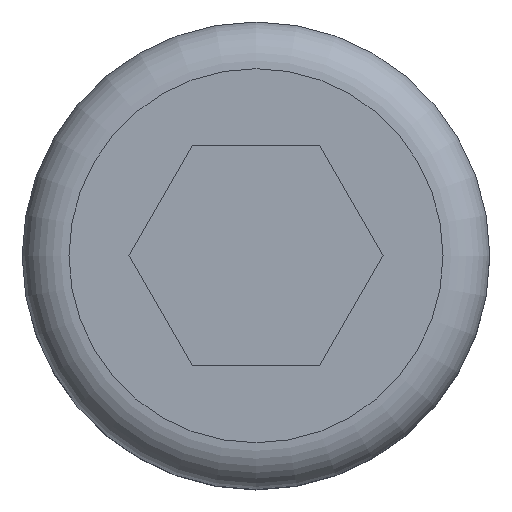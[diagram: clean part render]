
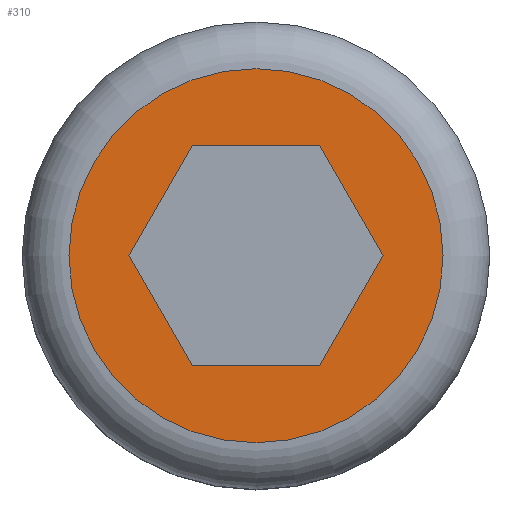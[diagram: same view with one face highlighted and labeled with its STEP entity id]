
A CAD part, top view. The second image highlights one B-rep face of the part: STEP entity #310.
In plain terms, the highlighted planar face has unit normal (0, 0, 1).
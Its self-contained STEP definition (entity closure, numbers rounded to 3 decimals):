
#242 = TOROIDAL_SURFACE('',#243,3.4,0.85);
#243 = AXIS2_PLACEMENT_3D('',#244,#245,#246);
#244 = CARTESIAN_POINT('',(0.,0.,4.15));
#245 = DIRECTION('',(0.,0.,1.));
#246 = DIRECTION('',(1.,0.,0.));
#260 = VERTEX_POINT('',#261);
#261 = CARTESIAN_POINT('',(3.4,0.,5.));
#283 = EDGE_CURVE('',#260,#260,#284,.T.);
#284 = SURFACE_CURVE('',#285,(#290,#297),.PCURVE_S1.);
#285 = CIRCLE('',#286,3.4);
#286 = AXIS2_PLACEMENT_3D('',#287,#288,#289);
#287 = CARTESIAN_POINT('',(0.,0.,5.));
#288 = DIRECTION('',(0.,-0.,1.));
#289 = DIRECTION('',(1.,0.,0.));
#290 = PCURVE('',#242,#291);
#291 = DEFINITIONAL_REPRESENTATION('',(#292),#296);
#292 = LINE('',#293,#294);
#293 = CARTESIAN_POINT('',(0.,1.571));
#294 = VECTOR('',#295,1.);
#295 = DIRECTION('',(1.,0.));
#296 = ( GEOMETRIC_REPRESENTATION_CONTEXT(2) 
PARAMETRIC_REPRESENTATION_CONTEXT() REPRESENTATION_CONTEXT('2D SPACE',''
  ) );
#297 = PCURVE('',#298,#303);
#298 = PLANE('',#299);
#299 = AXIS2_PLACEMENT_3D('',#300,#301,#302);
#300 = CARTESIAN_POINT('',(0.,0.,5.));
#301 = DIRECTION('',(0.,0.,1.));
#302 = DIRECTION('',(1.,0.,0.));
#303 = DEFINITIONAL_REPRESENTATION('',(#304),#308);
#304 = CIRCLE('',#305,3.4);
#305 = AXIS2_PLACEMENT_2D('',#306,#307);
#306 = CARTESIAN_POINT('',(0.,0.));
#307 = DIRECTION('',(1.,0.));
#308 = ( GEOMETRIC_REPRESENTATION_CONTEXT(2) 
PARAMETRIC_REPRESENTATION_CONTEXT() REPRESENTATION_CONTEXT('2D SPACE',''
  ) );
#310 = ADVANCED_FACE('',(#311,#314),#298,.T.);
#311 = FACE_BOUND('',#312,.F.);
#312 = EDGE_LOOP('',(#313));
#313 = ORIENTED_EDGE('',*,*,#283,.F.);
#314 = FACE_BOUND('',#315,.F.);
#315 = EDGE_LOOP('',(#316,#346,#374,#402,#430,#458));
#316 = ORIENTED_EDGE('',*,*,#317,.T.);
#317 = EDGE_CURVE('',#318,#320,#322,.T.);
#318 = VERTEX_POINT('',#319);
#319 = CARTESIAN_POINT('',(1.155,-2.001,5.));
#320 = VERTEX_POINT('',#321);
#321 = CARTESIAN_POINT('',(2.31,0.,5.));
#322 = SURFACE_CURVE('',#323,(#327,#334),.PCURVE_S1.);
#323 = LINE('',#324,#325);
#324 = CARTESIAN_POINT('',(1.155,-2.001,5.));
#325 = VECTOR('',#326,1.);
#326 = DIRECTION('',(0.5,0.866,0.));
#327 = PCURVE('',#298,#328);
#328 = DEFINITIONAL_REPRESENTATION('',(#329),#333);
#329 = LINE('',#330,#331);
#330 = CARTESIAN_POINT('',(1.155,-2.001));
#331 = VECTOR('',#332,1.);
#332 = DIRECTION('',(0.5,0.866));
#333 = ( GEOMETRIC_REPRESENTATION_CONTEXT(2) 
PARAMETRIC_REPRESENTATION_CONTEXT() REPRESENTATION_CONTEXT('2D SPACE',''
  ) );
#334 = PCURVE('',#335,#340);
#335 = PLANE('',#336);
#336 = AXIS2_PLACEMENT_3D('',#337,#338,#339);
#337 = CARTESIAN_POINT('',(1.155,-2.001,2.5));
#338 = DIRECTION('',(-0.866,0.5,0.));
#339 = DIRECTION('',(0.5,0.866,0.));
#340 = DEFINITIONAL_REPRESENTATION('',(#341),#345);
#341 = LINE('',#342,#343);
#342 = CARTESIAN_POINT('',(0.,-2.5));
#343 = VECTOR('',#344,1.);
#344 = DIRECTION('',(1.,0.));
#345 = ( GEOMETRIC_REPRESENTATION_CONTEXT(2) 
PARAMETRIC_REPRESENTATION_CONTEXT() REPRESENTATION_CONTEXT('2D SPACE',''
  ) );
#346 = ORIENTED_EDGE('',*,*,#347,.T.);
#347 = EDGE_CURVE('',#320,#348,#350,.T.);
#348 = VERTEX_POINT('',#349);
#349 = CARTESIAN_POINT('',(1.155,2.001,5.));
#350 = SURFACE_CURVE('',#351,(#355,#362),.PCURVE_S1.);
#351 = LINE('',#352,#353);
#352 = CARTESIAN_POINT('',(2.31,0.,5.));
#353 = VECTOR('',#354,1.);
#354 = DIRECTION('',(-0.5,0.866,0.));
#355 = PCURVE('',#298,#356);
#356 = DEFINITIONAL_REPRESENTATION('',(#357),#361);
#357 = LINE('',#358,#359);
#358 = CARTESIAN_POINT('',(2.31,0.));
#359 = VECTOR('',#360,1.);
#360 = DIRECTION('',(-0.5,0.866));
#361 = ( GEOMETRIC_REPRESENTATION_CONTEXT(2) 
PARAMETRIC_REPRESENTATION_CONTEXT() REPRESENTATION_CONTEXT('2D SPACE',''
  ) );
#362 = PCURVE('',#363,#368);
#363 = PLANE('',#364);
#364 = AXIS2_PLACEMENT_3D('',#365,#366,#367);
#365 = CARTESIAN_POINT('',(2.31,0.,2.5));
#366 = DIRECTION('',(-0.866,-0.5,0.));
#367 = DIRECTION('',(-0.5,0.866,0.));
#368 = DEFINITIONAL_REPRESENTATION('',(#369),#373);
#369 = LINE('',#370,#371);
#370 = CARTESIAN_POINT('',(0.,-2.5));
#371 = VECTOR('',#372,1.);
#372 = DIRECTION('',(1.,0.));
#373 = ( GEOMETRIC_REPRESENTATION_CONTEXT(2) 
PARAMETRIC_REPRESENTATION_CONTEXT() REPRESENTATION_CONTEXT('2D SPACE',''
  ) );
#374 = ORIENTED_EDGE('',*,*,#375,.T.);
#375 = EDGE_CURVE('',#348,#376,#378,.T.);
#376 = VERTEX_POINT('',#377);
#377 = CARTESIAN_POINT('',(-1.155,2.001,5.));
#378 = SURFACE_CURVE('',#379,(#383,#390),.PCURVE_S1.);
#379 = LINE('',#380,#381);
#380 = CARTESIAN_POINT('',(1.155,2.001,5.));
#381 = VECTOR('',#382,1.);
#382 = DIRECTION('',(-1.,0.,0.));
#383 = PCURVE('',#298,#384);
#384 = DEFINITIONAL_REPRESENTATION('',(#385),#389);
#385 = LINE('',#386,#387);
#386 = CARTESIAN_POINT('',(1.155,2.001));
#387 = VECTOR('',#388,1.);
#388 = DIRECTION('',(-1.,0.));
#389 = ( GEOMETRIC_REPRESENTATION_CONTEXT(2) 
PARAMETRIC_REPRESENTATION_CONTEXT() REPRESENTATION_CONTEXT('2D SPACE',''
  ) );
#390 = PCURVE('',#391,#396);
#391 = PLANE('',#392);
#392 = AXIS2_PLACEMENT_3D('',#393,#394,#395);
#393 = CARTESIAN_POINT('',(1.155,2.001,2.5));
#394 = DIRECTION('',(0.,-1.,0.));
#395 = DIRECTION('',(-1.,0.,0.));
#396 = DEFINITIONAL_REPRESENTATION('',(#397),#401);
#397 = LINE('',#398,#399);
#398 = CARTESIAN_POINT('',(0.,-2.5));
#399 = VECTOR('',#400,1.);
#400 = DIRECTION('',(1.,0.));
#401 = ( GEOMETRIC_REPRESENTATION_CONTEXT(2) 
PARAMETRIC_REPRESENTATION_CONTEXT() REPRESENTATION_CONTEXT('2D SPACE',''
  ) );
#402 = ORIENTED_EDGE('',*,*,#403,.T.);
#403 = EDGE_CURVE('',#376,#404,#406,.T.);
#404 = VERTEX_POINT('',#405);
#405 = CARTESIAN_POINT('',(-2.31,0.,5.));
#406 = SURFACE_CURVE('',#407,(#411,#418),.PCURVE_S1.);
#407 = LINE('',#408,#409);
#408 = CARTESIAN_POINT('',(-1.155,2.001,5.));
#409 = VECTOR('',#410,1.);
#410 = DIRECTION('',(-0.5,-0.866,0.));
#411 = PCURVE('',#298,#412);
#412 = DEFINITIONAL_REPRESENTATION('',(#413),#417);
#413 = LINE('',#414,#415);
#414 = CARTESIAN_POINT('',(-1.155,2.001));
#415 = VECTOR('',#416,1.);
#416 = DIRECTION('',(-0.5,-0.866));
#417 = ( GEOMETRIC_REPRESENTATION_CONTEXT(2) 
PARAMETRIC_REPRESENTATION_CONTEXT() REPRESENTATION_CONTEXT('2D SPACE',''
  ) );
#418 = PCURVE('',#419,#424);
#419 = PLANE('',#420);
#420 = AXIS2_PLACEMENT_3D('',#421,#422,#423);
#421 = CARTESIAN_POINT('',(-1.155,2.001,2.5));
#422 = DIRECTION('',(0.866,-0.5,0.));
#423 = DIRECTION('',(-0.5,-0.866,0.));
#424 = DEFINITIONAL_REPRESENTATION('',(#425),#429);
#425 = LINE('',#426,#427);
#426 = CARTESIAN_POINT('',(0.,-2.5));
#427 = VECTOR('',#428,1.);
#428 = DIRECTION('',(1.,0.));
#429 = ( GEOMETRIC_REPRESENTATION_CONTEXT(2) 
PARAMETRIC_REPRESENTATION_CONTEXT() REPRESENTATION_CONTEXT('2D SPACE',''
  ) );
#430 = ORIENTED_EDGE('',*,*,#431,.T.);
#431 = EDGE_CURVE('',#404,#432,#434,.T.);
#432 = VERTEX_POINT('',#433);
#433 = CARTESIAN_POINT('',(-1.155,-2.001,5.));
#434 = SURFACE_CURVE('',#435,(#439,#446),.PCURVE_S1.);
#435 = LINE('',#436,#437);
#436 = CARTESIAN_POINT('',(-2.31,0.,5.));
#437 = VECTOR('',#438,1.);
#438 = DIRECTION('',(0.5,-0.866,0.));
#439 = PCURVE('',#298,#440);
#440 = DEFINITIONAL_REPRESENTATION('',(#441),#445);
#441 = LINE('',#442,#443);
#442 = CARTESIAN_POINT('',(-2.31,0.));
#443 = VECTOR('',#444,1.);
#444 = DIRECTION('',(0.5,-0.866));
#445 = ( GEOMETRIC_REPRESENTATION_CONTEXT(2) 
PARAMETRIC_REPRESENTATION_CONTEXT() REPRESENTATION_CONTEXT('2D SPACE',''
  ) );
#446 = PCURVE('',#447,#452);
#447 = PLANE('',#448);
#448 = AXIS2_PLACEMENT_3D('',#449,#450,#451);
#449 = CARTESIAN_POINT('',(-2.31,0.,2.5));
#450 = DIRECTION('',(0.866,0.5,0.));
#451 = DIRECTION('',(0.5,-0.866,0.));
#452 = DEFINITIONAL_REPRESENTATION('',(#453),#457);
#453 = LINE('',#454,#455);
#454 = CARTESIAN_POINT('',(0.,-2.5));
#455 = VECTOR('',#456,1.);
#456 = DIRECTION('',(1.,0.));
#457 = ( GEOMETRIC_REPRESENTATION_CONTEXT(2) 
PARAMETRIC_REPRESENTATION_CONTEXT() REPRESENTATION_CONTEXT('2D SPACE',''
  ) );
#458 = ORIENTED_EDGE('',*,*,#459,.T.);
#459 = EDGE_CURVE('',#432,#318,#460,.T.);
#460 = SURFACE_CURVE('',#461,(#465,#472),.PCURVE_S1.);
#461 = LINE('',#462,#463);
#462 = CARTESIAN_POINT('',(-1.155,-2.001,5.));
#463 = VECTOR('',#464,1.);
#464 = DIRECTION('',(1.,0.,0.));
#465 = PCURVE('',#298,#466);
#466 = DEFINITIONAL_REPRESENTATION('',(#467),#471);
#467 = LINE('',#468,#469);
#468 = CARTESIAN_POINT('',(-1.155,-2.001));
#469 = VECTOR('',#470,1.);
#470 = DIRECTION('',(1.,0.));
#471 = ( GEOMETRIC_REPRESENTATION_CONTEXT(2) 
PARAMETRIC_REPRESENTATION_CONTEXT() REPRESENTATION_CONTEXT('2D SPACE',''
  ) );
#472 = PCURVE('',#473,#478);
#473 = PLANE('',#474);
#474 = AXIS2_PLACEMENT_3D('',#475,#476,#477);
#475 = CARTESIAN_POINT('',(-1.155,-2.001,2.5));
#476 = DIRECTION('',(0.,1.,0.));
#477 = DIRECTION('',(1.,0.,0.));
#478 = DEFINITIONAL_REPRESENTATION('',(#479),#483);
#479 = LINE('',#480,#481);
#480 = CARTESIAN_POINT('',(0.,-2.5));
#481 = VECTOR('',#482,1.);
#482 = DIRECTION('',(1.,0.));
#483 = ( GEOMETRIC_REPRESENTATION_CONTEXT(2) 
PARAMETRIC_REPRESENTATION_CONTEXT() REPRESENTATION_CONTEXT('2D SPACE',''
  ) );
